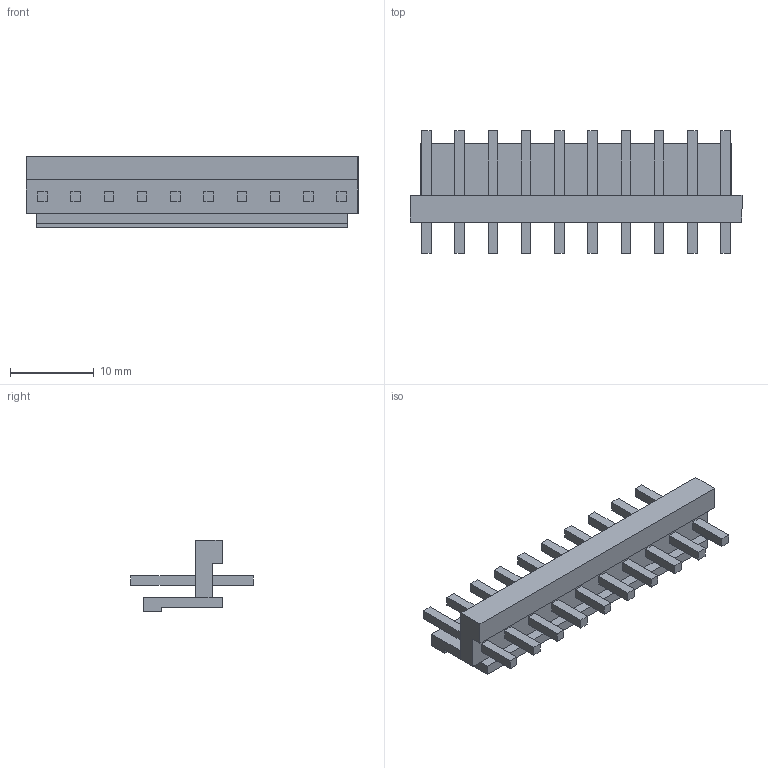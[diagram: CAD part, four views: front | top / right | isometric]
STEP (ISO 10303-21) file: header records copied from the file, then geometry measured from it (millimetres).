
FILE_DESCRIPTION (( 'STEP AP214' ), '1' );
FILE_NAME ('B10P-VH-B.STEP', '2010-06-15T05:07:53', ( 'JSTOEC' ), ( '' ), 'SwSTEP 2.0', 'SolidWorks 2005235', '' );
FILE_SCHEMA (( 'AUTOMOTIVE_DESIGN' ));
Length unit declared in the file: millimetre
Products named in the file (1): B10P-VH-B
Bounding box: 39.54 x 14.6 x 8.5 mm (x, y, z)
Volume: 1292.9 mm3; surface area: 2098.2 mm2
Topology: 1 solids, 1 shells, 118 faces, 284 edges, 188 vertices
Faces by surface type: plane 118
Entity records: 4479 total; most frequent: CARTESIAN_POINT 591, ORIENTED_EDGE 568, DIRECTION 522, EDGE_CURVE 284, VECTOR 284, LINE 284, VERTEX_POINT 188, EDGE_LOOP 138
